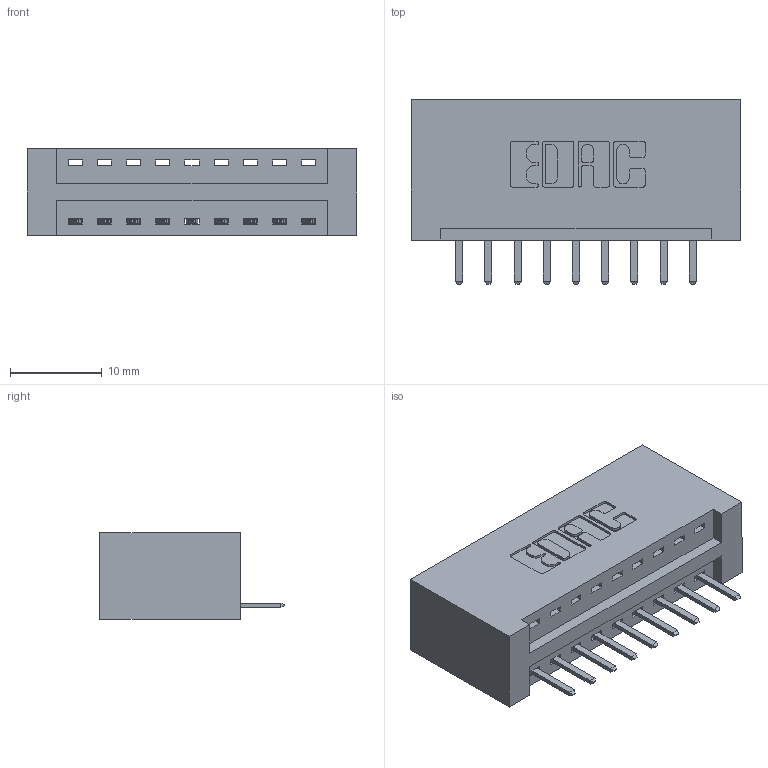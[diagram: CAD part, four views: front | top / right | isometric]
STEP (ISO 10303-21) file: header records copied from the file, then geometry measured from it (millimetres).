
FILE_DESCRIPTION (( 'STEP AP203' ), '1' );
FILE_NAME ('396-009-520-101.STEP', '2019-10-26T13:34:32', ( '' ), ( '' ), 'SwSTEP 2.0', 'SolidWorks 2016', '' );
FILE_SCHEMA (( 'CONFIG_CONTROL_DESIGN' ));
Length unit declared in the file: inch
Products named in the file (3): 345-292-001_345-293-120; 396-009-520-101; 346 Part_No Mounting Lugs
Assembly tree (10 placements, depth 2):
  396-009-520-101
    346 Part_No Mounting Lugs
    345-292-001_345-293-120  x9
Bounding box: 35.81 x 20.02 x 9.4 mm (x, y, z)
Volume: 3724.3 mm3; surface area: 4287.5 mm2
Topology: 10 solids, 10 shells, 672 faces, 1961 edges, 1282 vertices
Faces by surface type: plane 450, cylinder 222
Entity records: 9865 total; most frequent: CARTESIAN_POINT 1719, ORIENTED_EDGE 1650, DIRECTION 1539, EDGE_CURVE 825, VECTOR 661, LINE 661, VERTEX_POINT 546, AXIS2_PLACEMENT_3D 439
